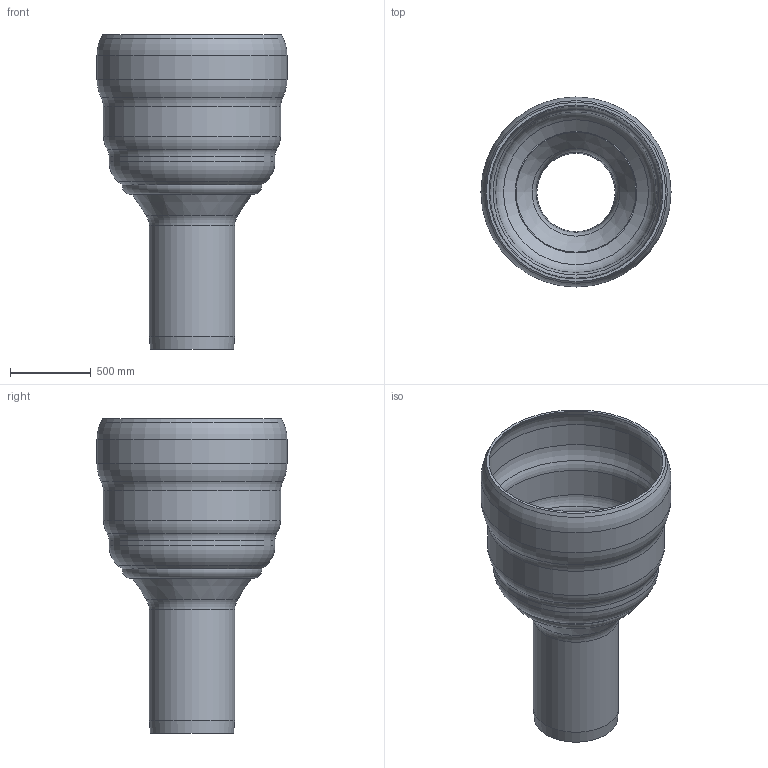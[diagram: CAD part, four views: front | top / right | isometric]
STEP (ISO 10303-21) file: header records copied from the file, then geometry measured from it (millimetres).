
FILE_DESCRIPTION(/* description */ (''),/* implementation_level */ '2;1');
FILE_NAME(/* name */ '5.602.DB0C_3D.stp',/* time_stamp */ '2024-12-11T11:55:03+01:00',/* author */ ('CAD'),/* organization */ (''),/* preprocessor_version */ 'ST-DEVELOPER v20',/* originating_system */ 'AutoCAD Mechanical',/* authorisation */ '');
FILE_SCHEMA (('AUTOMOTIVE_DESIGN { 1 0 10303 214 3 1 1 }'));
Length unit declared in the file: centimetre
Products named in the file (1): Product
Bounding box: 1179.99 x 1179.99 x 1950 mm (x, y, z)
Volume: 81502473.3 mm3; surface area: 11040447.9 mm2
Topology: 3 solids, 3 shells, 38 faces, 93 edges, 60 vertices
Faces by surface type: torus 15, cone 10, cylinder 8, plane 5
Full cylindrical faces by diameter (mm): 500 x1, 530 x1, 1000 x1, 1030 x1, 1069.991 x1, 1099.991 x1, 1149.991 x1, 1179.991 x1
Entity records: 1197 total; most frequent: DIRECTION 246, CARTESIAN_POINT 192, ORIENTED_EDGE 186, AXIS2_PLACEMENT_3D 114, EDGE_CURVE 93, CIRCLE 75, VERTEX_POINT 60, EDGE_LOOP 43
